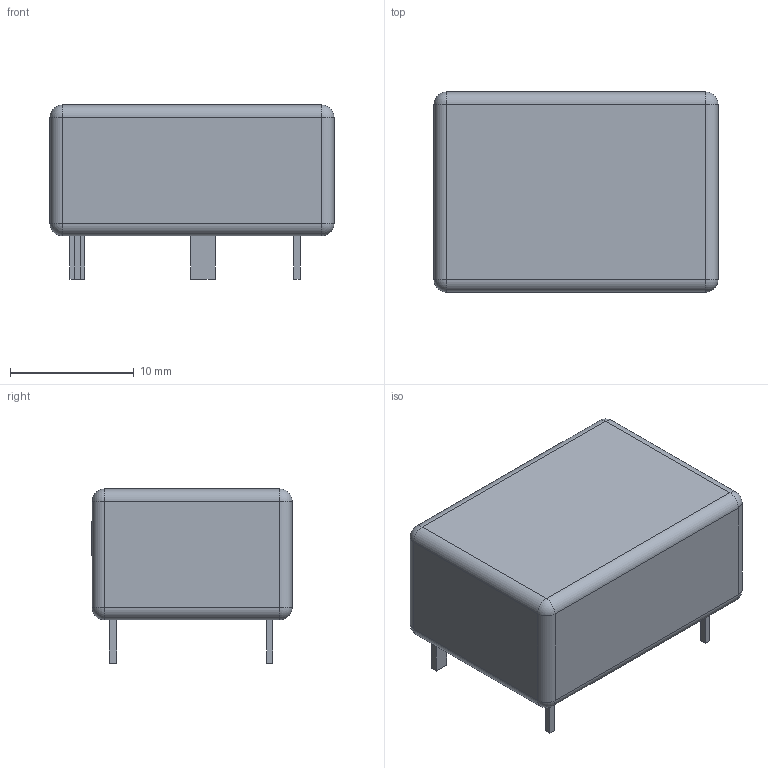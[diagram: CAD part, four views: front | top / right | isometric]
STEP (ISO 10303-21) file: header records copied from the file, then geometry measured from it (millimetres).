
FILE_DESCRIPTION (( 'STEP AP214' ), '1' );
FILE_NAME ('RELAY-TH_BS6-XX-AST-X.step', '2022-07-09T13:03:11', ( '' ), ( '' ), 'SwSTEP 2.0', 'SolidWorks 2020', '' );
FILE_SCHEMA (( 'AUTOMOTIVE_DESIGN' ));
Length unit declared in the file: millimetre
Products named in the file (1): RELAY-TH_BS6-XX-AST-X
Bounding box: 23 x 16.21 x 14.1 mm (x, y, z)
Volume: 3916.4 mm3; surface area: 1541.7 mm2
Topology: 1 solids, 1 shells, 329 faces, 875 edges, 570 vertices
Faces by surface type: plane 197, bspline 112, cylinder 12, sphere 8
Entity records: 14051 total; most frequent: CARTESIAN_POINT 3871, ORIENTED_EDGE 1734, DIRECTION 1099, EDGE_CURVE 867, LINE 615, VECTOR 615, VERTEX_POINT 570, EDGE_LOOP 359
